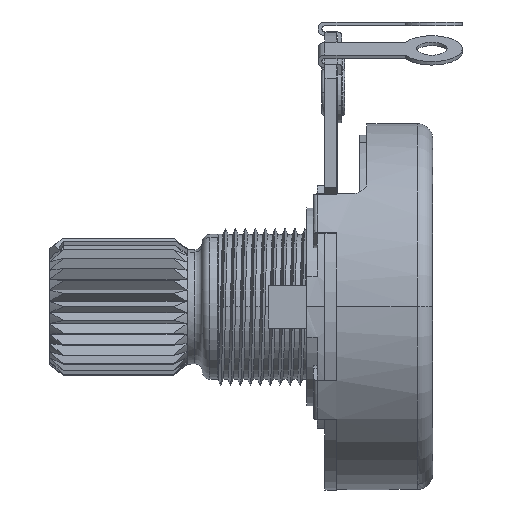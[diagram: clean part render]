
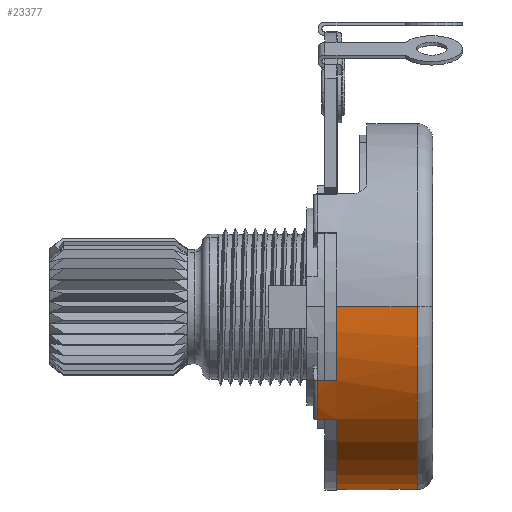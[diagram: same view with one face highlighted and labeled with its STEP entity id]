
A CAD part, left-side view. The second image highlights one B-rep face of the part: STEP entity #23377.
In plain terms, the highlighted cylindrical face has radius 12 mm (diameter 24 mm), a partial arc.
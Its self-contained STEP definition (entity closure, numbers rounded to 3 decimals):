
#247 = DIRECTION ( 'NONE',  ( 1., 0., 0. ) ) ;
#492 = CARTESIAN_POINT ( 'NONE',  ( 0., 0., 5.3 ) ) ;
#824 = CARTESIAN_POINT ( 'NONE',  ( 0., 0., 0. ) ) ;
#960 = DIRECTION ( 'NONE',  ( 0., 0., -1. ) ) ;
#1860 = CYLINDRICAL_SURFACE ( 'NONE', #4428, 12. ) ;
#1875 = CARTESIAN_POINT ( 'NONE',  ( 0., 0., 3.5 ) ) ;
#2355 = ORIENTED_EDGE ( 'NONE', *, *, #5117, .T. ) ;
#2402 = ORIENTED_EDGE ( 'NONE', *, *, #7469, .F. ) ;
#2699 = ORIENTED_EDGE ( 'NONE', *, *, #22701, .F. ) ;
#3019 = CARTESIAN_POINT ( 'NONE',  ( -12., 0., 0. ) ) ;
#3285 = VERTEX_POINT ( 'NONE', #29551 ) ;
#3556 = DIRECTION ( 'NONE',  ( -1., 0., 0. ) ) ;
#3665 = DIRECTION ( 'NONE',  ( 0., 0., 1. ) ) ;
#4041 = LINE ( 'NONE', #22807, #20667 ) ;
#4065 = EDGE_CURVE ( 'NONE', #18648, #29719, #10453, .T. ) ;
#4428 = AXIS2_PLACEMENT_3D ( 'NONE', #15978, #10600, #3556 ) ;
#4553 = CARTESIAN_POINT ( 'NONE',  ( 10.988, 4.822, -1.25 ) ) ;
#5117 = EDGE_CURVE ( 'NONE', #29719, #5357, #16448, .T. ) ;
#5318 = EDGE_CURVE ( 'NONE', #6657, #27729, #26789, .T. ) ;
#5357 = VERTEX_POINT ( 'NONE', #17484 ) ;
#5645 = DIRECTION ( 'NONE',  ( 1., 0., 0. ) ) ;
#5919 = CARTESIAN_POINT ( 'NONE',  ( 9.468, 7.372, -4.515 ) ) ;
#6657 = VERTEX_POINT ( 'NONE', #18635 ) ;
#6884 = CARTESIAN_POINT ( 'NONE',  ( 12., 0., 5.3 ) ) ;
#7076 = EDGE_CURVE ( 'NONE', #28000, #9475, #19742, .T. ) ;
#7104 = CIRCLE ( 'NONE', #20388, 12. ) ;
#7136 = VERTEX_POINT ( 'NONE', #29662 ) ;
#7469 = EDGE_CURVE ( 'NONE', #28000, #5357, #15305, .T. ) ;
#7748 = VERTEX_POINT ( 'NONE', #21441 ) ;
#7848 = VECTOR ( 'NONE', #17752, 1000. ) ;
#8081 = DIRECTION ( 'NONE',  ( 0., 0., 1. ) ) ;
#8196 = EDGE_CURVE ( 'NONE', #3285, #7136, #19583, .T. ) ;
#8245 = ORIENTED_EDGE ( 'NONE', *, *, #21842, .T. ) ;
#8385 = CARTESIAN_POINT ( 'NONE',  ( 10.988, 4.822, -1.25 ) ) ;
#8566 = EDGE_LOOP ( 'NONE', ( #25034, #29605, #2355, #2402, #30381, #10929, #9975, #26430, #9274, #24934, #19381, #2699, #11327, #8245, #18681, #24625 ) ) ;
#8850 = AXIS2_PLACEMENT_3D ( 'NONE', #21595, #14359, #247 ) ;
#9274 = ORIENTED_EDGE ( 'NONE', *, *, #8196, .T. ) ;
#9475 = VERTEX_POINT ( 'NONE', #19435 ) ;
#9480 = AXIS2_PLACEMENT_3D ( 'NONE', #1875, #11073, #29838 ) ;
#9877 = EDGE_CURVE ( 'NONE', #9475, #6657, #17124, .T. ) ;
#9975 = ORIENTED_EDGE ( 'NONE', *, *, #5318, .T. ) ;
#10056 = VECTOR ( 'NONE', #10315, 1000. ) ;
#10137 = DIRECTION ( 'NONE',  ( 0., 0., -1. ) ) ;
#10315 = DIRECTION ( 'NONE',  ( 0., 0., -1. ) ) ;
#10453 = LINE ( 'NONE', #14909, #12995 ) ;
#10600 = DIRECTION ( 'NONE',  ( 0., 0., -1. ) ) ;
#10766 = VECTOR ( 'NONE', #8081, 1000. ) ;
#10929 = ORIENTED_EDGE ( 'NONE', *, *, #9877, .T. ) ;
#10964 = CIRCLE ( 'NONE', #9480, 12. ) ;
#11073 = DIRECTION ( 'NONE',  ( 0., 0., -1. ) ) ;
#11327 = ORIENTED_EDGE ( 'NONE', *, *, #16415, .T. ) ;
#11992 = VERTEX_POINT ( 'NONE', #19176 ) ;
#12034 = CARTESIAN_POINT ( 'NONE',  ( 1., 11.958, 3.5 ) ) ;
#12283 = CIRCLE ( 'NONE', #12780, 12. ) ;
#12780 = AXIS2_PLACEMENT_3D ( 'NONE', #492, #10137, #21862 ) ;
#12940 = VERTEX_POINT ( 'NONE', #21469 ) ;
#12995 = VECTOR ( 'NONE', #960, 1000. ) ;
#13136 = LINE ( 'NONE', #29295, #7848 ) ;
#13339 = AXIS2_PLACEMENT_3D ( 'NONE', #27485, #27190, #19809 ) ;
#13423 = VECTOR ( 'NONE', #30230, 1000. ) ;
#14359 = DIRECTION ( 'NONE',  ( 0., 0., -1. ) ) ;
#14525 = EDGE_CURVE ( 'NONE', #3285, #27729, #24414, .T. ) ;
#14909 = CARTESIAN_POINT ( 'NONE',  ( 12., 0., 6. ) ) ;
#15305 = LINE ( 'NONE', #8385, #15613 ) ;
#15324 = VERTEX_POINT ( 'NONE', #12034 ) ;
#15613 = VECTOR ( 'NONE', #17769, 1000. ) ;
#15707 = DIRECTION ( 'NONE',  ( 1., 0., 0. ) ) ;
#15978 = CARTESIAN_POINT ( 'NONE',  ( 0., 0., 6. ) ) ;
#16415 = EDGE_CURVE ( 'NONE', #12940, #25858, #28009, .T. ) ;
#16448 = CIRCLE ( 'NONE', #19416, 12. ) ;
#17099 = AXIS2_PLACEMENT_3D ( 'NONE', #20741, #21338, #30106 ) ;
#17124 = LINE ( 'NONE', #5919, #10766 ) ;
#17143 = CARTESIAN_POINT ( 'NONE',  ( -9.454, 7.391, -4.515 ) ) ;
#17484 = CARTESIAN_POINT ( 'NONE',  ( 10.988, 4.822, 0. ) ) ;
#17528 = DIRECTION ( 'NONE',  ( 0., 0., 1. ) ) ;
#17711 = CARTESIAN_POINT ( 'NONE',  ( -1., 11.958, 6. ) ) ;
#17752 = DIRECTION ( 'NONE',  ( 0., 0., -1. ) ) ;
#17769 = DIRECTION ( 'NONE',  ( 0., 0., 1. ) ) ;
#17879 = CARTESIAN_POINT ( 'NONE',  ( 0., 0., 0. ) ) ;
#18024 = DIRECTION ( 'NONE',  ( 0., 0., 1. ) ) ;
#18635 = CARTESIAN_POINT ( 'NONE',  ( 9.468, 7.372, 0. ) ) ;
#18648 = VERTEX_POINT ( 'NONE', #6884 ) ;
#18681 = ORIENTED_EDGE ( 'NONE', *, *, #20319, .T. ) ;
#18937 = EDGE_CURVE ( 'NONE', #7136, #7748, #20262, .T. ) ;
#19176 = CARTESIAN_POINT ( 'NONE',  ( 1., 11.958, 5.3 ) ) ;
#19381 = ORIENTED_EDGE ( 'NONE', *, *, #21551, .T. ) ;
#19416 = AXIS2_PLACEMENT_3D ( 'NONE', #824, #17528, #26608 ) ;
#19435 = CARTESIAN_POINT ( 'NONE',  ( 9.468, 7.372, -1.25 ) ) ;
#19583 = CIRCLE ( 'NONE', #17099, 12. ) ;
#19620 = CARTESIAN_POINT ( 'NONE',  ( -1., 11.958, 5.3 ) ) ;
#19742 = CIRCLE ( 'NONE', #13339, 12. ) ;
#19809 = DIRECTION ( 'NONE',  ( 1., 0., 0. ) ) ;
#20262 = LINE ( 'NONE', #25462, #13423 ) ;
#20319 = EDGE_CURVE ( 'NONE', #23818, #15324, #10964, .T. ) ;
#20388 = AXIS2_PLACEMENT_3D ( 'NONE', #17879, #29859, #15707 ) ;
#20541 = CARTESIAN_POINT ( 'NONE',  ( -1., 11.958, 3.5 ) ) ;
#20667 = VECTOR ( 'NONE', #18024, 1000. ) ;
#20741 = CARTESIAN_POINT ( 'NONE',  ( 0., 0., -1.25 ) ) ;
#21338 = DIRECTION ( 'NONE',  ( 0., 0., 1. ) ) ;
#21406 = AXIS2_PLACEMENT_3D ( 'NONE', #24882, #3665, #5645 ) ;
#21441 = CARTESIAN_POINT ( 'NONE',  ( -10.989, 4.821, 0. ) ) ;
#21469 = CARTESIAN_POINT ( 'NONE',  ( -12., 0., 5.3 ) ) ;
#21551 = EDGE_CURVE ( 'NONE', #7748, #26970, #7104, .T. ) ;
#21595 = CARTESIAN_POINT ( 'NONE',  ( 0., 0., 5.3 ) ) ;
#21842 = EDGE_CURVE ( 'NONE', #25858, #23818, #26465, .T. ) ;
#21862 = DIRECTION ( 'NONE',  ( 1., 0., 0. ) ) ;
#22701 = EDGE_CURVE ( 'NONE', #12940, #26970, #13136, .T. ) ;
#22807 = CARTESIAN_POINT ( 'NONE',  ( 1., 11.958, 6. ) ) ;
#22901 = EDGE_CURVE ( 'NONE', #15324, #11992, #4041, .T. ) ;
#23226 = EDGE_CURVE ( 'NONE', #11992, #18648, #12283, .T. ) ;
#23377 = ADVANCED_FACE ( 'NONE', ( #27367 ), #1860, .T. ) ;
#23818 = VERTEX_POINT ( 'NONE', #20541 ) ;
#24265 = DIRECTION ( 'NONE',  ( 0., 0., 1. ) ) ;
#24414 = LINE ( 'NONE', #17143, #25540 ) ;
#24625 = ORIENTED_EDGE ( 'NONE', *, *, #22901, .T. ) ;
#24882 = CARTESIAN_POINT ( 'NONE',  ( 0., 0., 0. ) ) ;
#24934 = ORIENTED_EDGE ( 'NONE', *, *, #18937, .T. ) ;
#25034 = ORIENTED_EDGE ( 'NONE', *, *, #23226, .T. ) ;
#25462 = CARTESIAN_POINT ( 'NONE',  ( -10.989, 4.821, -4.515 ) ) ;
#25540 = VECTOR ( 'NONE', #24265, 1000. ) ;
#25858 = VERTEX_POINT ( 'NONE', #19620 ) ;
#26430 = ORIENTED_EDGE ( 'NONE', *, *, #14525, .F. ) ;
#26465 = LINE ( 'NONE', #17711, #10056 ) ;
#26608 = DIRECTION ( 'NONE',  ( 1., 0., 0. ) ) ;
#26789 = CIRCLE ( 'NONE', #21406, 12. ) ;
#26970 = VERTEX_POINT ( 'NONE', #3019 ) ;
#27190 = DIRECTION ( 'NONE',  ( 0., 0., 1. ) ) ;
#27367 = FACE_OUTER_BOUND ( 'NONE', #8566, .T. ) ;
#27485 = CARTESIAN_POINT ( 'NONE',  ( 0., 0., -1.25 ) ) ;
#27679 = CARTESIAN_POINT ( 'NONE',  ( -9.454, 7.391, 0. ) ) ;
#27729 = VERTEX_POINT ( 'NONE', #27679 ) ;
#28000 = VERTEX_POINT ( 'NONE', #4553 ) ;
#28009 = CIRCLE ( 'NONE', #8850, 12. ) ;
#29046 = CARTESIAN_POINT ( 'NONE',  ( 12., 0., 0. ) ) ;
#29295 = CARTESIAN_POINT ( 'NONE',  ( -12., 0., 6. ) ) ;
#29551 = CARTESIAN_POINT ( 'NONE',  ( -9.454, 7.391, -1.25 ) ) ;
#29605 = ORIENTED_EDGE ( 'NONE', *, *, #4065, .T. ) ;
#29662 = CARTESIAN_POINT ( 'NONE',  ( -10.989, 4.821, -1.25 ) ) ;
#29719 = VERTEX_POINT ( 'NONE', #29046 ) ;
#29838 = DIRECTION ( 'NONE',  ( -1., 0., 0. ) ) ;
#29859 = DIRECTION ( 'NONE',  ( 0., 0., 1. ) ) ;
#30106 = DIRECTION ( 'NONE',  ( -1., 0., 0. ) ) ;
#30230 = DIRECTION ( 'NONE',  ( 0., 0., 1. ) ) ;
#30381 = ORIENTED_EDGE ( 'NONE', *, *, #7076, .T. ) ;
